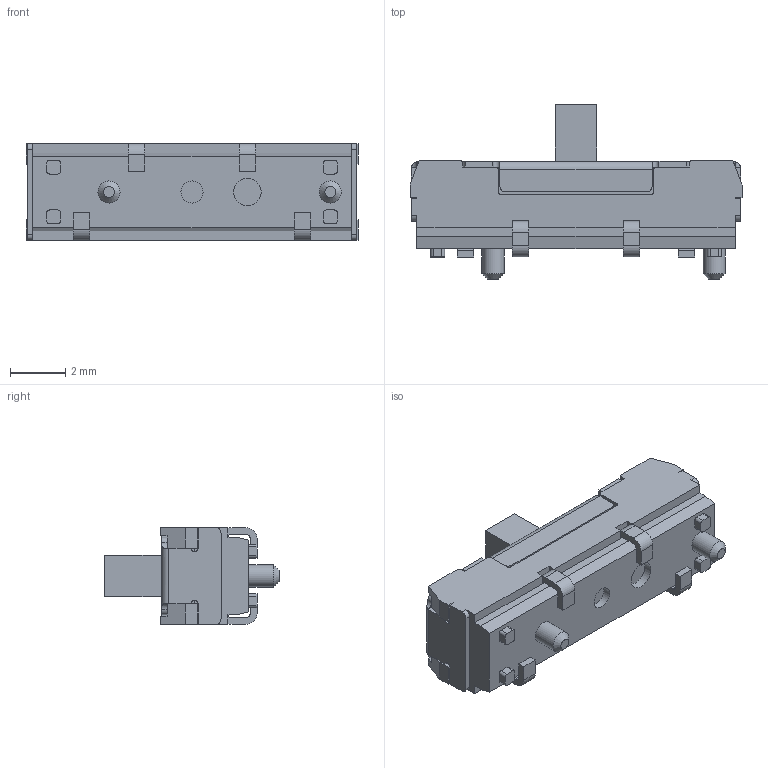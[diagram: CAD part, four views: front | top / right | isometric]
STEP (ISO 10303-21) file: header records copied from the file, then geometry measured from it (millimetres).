
FILE_DESCRIPTION(/* description */ ('STEP AP242','CAx-IF Rec.Pracs.---Representation and Presentation of Product Manufacturing Information (PMI)---4.0---2014-10-13','CAx-IF Rec.Pracs.---3D Tessellated Geometry---0.4---2014-09-14','2;1'),/* implementation_level */ '2;1');
FILE_NAME(/* name */ 'CL-SB-13A-01T',/* time_stamp */ '2025-09-22T06:04:33+02:00',/* author */ ('License CC BY-ND 4.0'),/* organization */ ('CADENAS'),/* preprocessor_version */ 'ST-DEVELOPER v19.3',/* originating_system */ 'PARTsolutions',/* authorisation */ ' ');
FILE_SCHEMA (('AP242_MANAGED_MODEL_BASED_3D_ENGINEERING_MIM_LF { 1 0 10303 442 1 1 4 }'));
Length unit declared in the file: millimetre
Products named in the file (3): CL-SB-13A-01T; 13A-01_c; 3Top setting_s
Assembly tree (2 placements, depth 2):
  CL-SB-13A-01T
    13A-01_c
    3Top setting_s
Bounding box: 12 x 6.3 x 3.5 mm (x, y, z)
Volume: 110.5 mm3; surface area: 359.2 mm2
Topology: 2 solids, 2 shells, 311 faces, 888 edges, 576 vertices
Faces by surface type: plane 217, cylinder 92, cone 2
Full cylindrical faces by diameter (mm): 0.8 x3, 1 x1
Entity records: 12013 total; most frequent: CARTESIAN_POINT 1806, ORIENTED_EDGE 1764, DIRECTION 1704, EDGE_CURVE 882, LINE 668, VECTOR 668, VERTEX_POINT 576, AXIS2_PLACEMENT_3D 518
